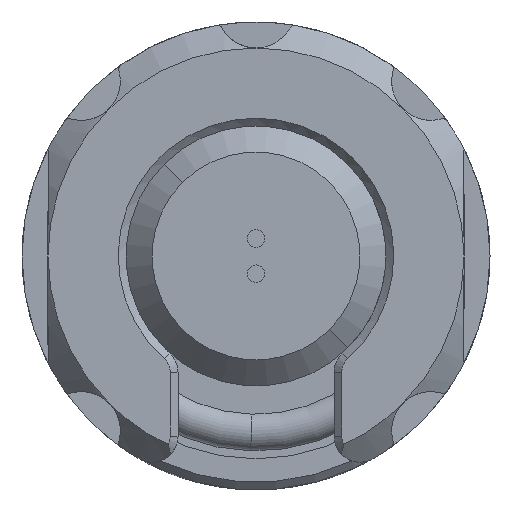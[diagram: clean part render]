
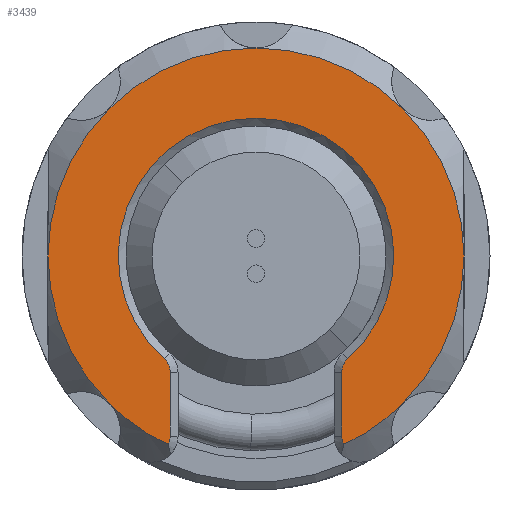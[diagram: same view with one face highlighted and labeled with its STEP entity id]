
A CAD part, front view. The second image highlights one B-rep face of the part: STEP entity #3439.
In plain terms, the highlighted planar face has unit normal (0, -1, 0).
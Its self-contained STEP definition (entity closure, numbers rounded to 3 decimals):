
#34 = VERTEX_POINT ( 'NONE', #3551 ) ;
#38 = ORIENTED_EDGE ( 'NONE', *, *, #1768, .T. ) ;
#59 = DIRECTION ( 'NONE',  ( 0., -1., 0. ) ) ;
#172 = CARTESIAN_POINT ( 'NONE',  ( 0., -10.652, 0. ) ) ;
#195 = CIRCLE ( 'NONE', #1659, 5.3 ) ;
#272 = DIRECTION ( 'NONE',  ( 0., 1., 0. ) ) ;
#417 = EDGE_CURVE ( 'NONE', #5063, #1276, #2498, .T. ) ;
#456 = AXIS2_PLACEMENT_3D ( 'NONE', #3039, #3569, #3108 ) ;
#491 = CARTESIAN_POINT ( 'NONE',  ( 0., -10.652, 0. ) ) ;
#525 = DIRECTION ( 'NONE',  ( 0., -1., 0. ) ) ;
#537 = DIRECTION ( 'NONE',  ( 0., 0., -1. ) ) ;
#551 = DIRECTION ( 'NONE',  ( -0.707, 0., -0.707 ) ) ;
#553 = CARTESIAN_POINT ( 'NONE',  ( -4., -10.652, -4.472 ) ) ;
#608 = ORIENTED_EDGE ( 'NONE', *, *, #5444, .T. ) ;
#672 = CIRCLE ( 'NONE', #3539, 8. ) ;
#708 = CARTESIAN_POINT ( 'NONE',  ( 0., -10.652, 0. ) ) ;
#744 = CARTESIAN_POINT ( 'NONE',  ( -3.533, -10.652, -3.95 ) ) ;
#818 = DIRECTION ( 'NONE',  ( -0.707, 0., -0.707 ) ) ;
#820 = CIRCLE ( 'NONE', #4111, 8. ) ;
#844 = EDGE_CURVE ( 'NONE', #4212, #3425, #820, .T. ) ;
#882 = VERTEX_POINT ( 'NONE', #3286 ) ;
#928 = EDGE_CURVE ( 'NONE', #1276, #4220, #195, .T. ) ;
#972 = CARTESIAN_POINT ( 'NONE',  ( 3.3, -10.652, -6.928 ) ) ;
#1017 = DIRECTION ( 'NONE',  ( -0.707, 0., -0.707 ) ) ;
#1132 = VERTEX_POINT ( 'NONE', #6009 ) ;
#1205 = FACE_OUTER_BOUND ( 'NONE', #2094, .T. ) ;
#1276 = VERTEX_POINT ( 'NONE', #744 ) ;
#1312 = DIRECTION ( 'NONE',  ( -0.707, 0., -0.707 ) ) ;
#1339 = EDGE_CURVE ( 'NONE', #882, #1787, #1868, .T. ) ;
#1423 = EDGE_CURVE ( 'NONE', #2651, #1722, #6474, .T. ) ;
#1435 = CARTESIAN_POINT ( 'NONE',  ( 0., -10.652, 0. ) ) ;
#1489 = EDGE_CURVE ( 'NONE', #4220, #882, #3005, .T. ) ;
#1659 = AXIS2_PLACEMENT_3D ( 'NONE', #6310, #272, #2690 ) ;
#1665 = CARTESIAN_POINT ( 'NONE',  ( 8., -10.652, 0. ) ) ;
#1722 = VERTEX_POINT ( 'NONE', #3600 ) ;
#1768 = EDGE_CURVE ( 'NONE', #3292, #1132, #5830, .T. ) ;
#1777 = EDGE_CURVE ( 'NONE', #4578, #3292, #6044, .T. ) ;
#1787 = VERTEX_POINT ( 'NONE', #972 ) ;
#1797 = CARTESIAN_POINT ( 'NONE',  ( -5.657, -10.652, -5.657 ) ) ;
#1845 = CARTESIAN_POINT ( 'NONE',  ( 0., -10.652, 0. ) ) ;
#1868 = LINE ( 'NONE', #3441, #3534 ) ;
#1949 = CARTESIAN_POINT ( 'NONE',  ( 4., -10.652, -6.928 ) ) ;
#1968 = ORIENTED_EDGE ( 'NONE', *, *, #1777, .T. ) ;
#2027 = ORIENTED_EDGE ( 'NONE', *, *, #5040, .T. ) ;
#2059 = CIRCLE ( 'NONE', #4697, 8. ) ;
#2091 = ORIENTED_EDGE ( 'NONE', *, *, #1339, .T. ) ;
#2094 = EDGE_LOOP ( 'NONE', ( #2091, #2027, #2201, #6250, #2510, #5555, #608, #3729, #4632, #1968, #38, #4570, #4198, #2833, #3630 ) ) ;
#2141 = DIRECTION ( 'NONE',  ( 0., -1., 0. ) ) ;
#2201 = ORIENTED_EDGE ( 'NONE', *, *, #5442, .T. ) ;
#2202 = DIRECTION ( 'NONE',  ( 0., 0., 1. ) ) ;
#2334 = DIRECTION ( 'NONE',  ( 0., 0., -1. ) ) ;
#2358 = AXIS2_PLACEMENT_3D ( 'NONE', #5229, #2141, #2705 ) ;
#2443 = AXIS2_PLACEMENT_3D ( 'NONE', #1435, #3934, #818 ) ;
#2497 = DIRECTION ( 'NONE',  ( -0.707, 0., -0.707 ) ) ;
#2498 = CIRCLE ( 'NONE', #3346, 0.7 ) ;
#2510 = ORIENTED_EDGE ( 'NONE', *, *, #3128, .T. ) ;
#2526 = VERTEX_POINT ( 'NONE', #3845 ) ;
#2610 = CARTESIAN_POINT ( 'NONE',  ( 0., -10.652, 0. ) ) ;
#2651 = VERTEX_POINT ( 'NONE', #5022 ) ;
#2686 = AXIS2_PLACEMENT_3D ( 'NONE', #491, #5540, #3605 ) ;
#2690 = DIRECTION ( 'NONE',  ( 0., 0., -1. ) ) ;
#2702 = CARTESIAN_POINT ( 'NONE',  ( 0., -10.652, 0. ) ) ;
#2705 = DIRECTION ( 'NONE',  ( 0., 0., -1. ) ) ;
#2736 = DIRECTION ( 'NONE',  ( 0., -1., 0. ) ) ;
#2782 = AXIS2_PLACEMENT_3D ( 'NONE', #2610, #59, #551 ) ;
#2833 = ORIENTED_EDGE ( 'NONE', *, *, #928, .T. ) ;
#2847 = VECTOR ( 'NONE', #2202, 1000. ) ;
#2920 = DIRECTION ( 'NONE',  ( 0., -1., 0. ) ) ;
#3005 = CIRCLE ( 'NONE', #2358, 0.7 ) ;
#3019 = AXIS2_PLACEMENT_3D ( 'NONE', #1845, #2920, #1312 ) ;
#3039 = CARTESIAN_POINT ( 'NONE',  ( -4., -10.652, -6.928 ) ) ;
#3048 = DIRECTION ( 'NONE',  ( 0., -1., 0. ) ) ;
#3108 = DIRECTION ( 'NONE',  ( 0., 0., -1. ) ) ;
#3112 = DIRECTION ( 'NONE',  ( 0., 0., -1. ) ) ;
#3128 = EDGE_CURVE ( 'NONE', #3425, #34, #4139, .T. ) ;
#3144 = DIRECTION ( 'NONE',  ( 0., -1., 0. ) ) ;
#3242 = PLANE ( 'NONE',  #5569 ) ;
#3286 = CARTESIAN_POINT ( 'NONE',  ( 3.3, -10.652, -4.472 ) ) ;
#3292 = VERTEX_POINT ( 'NONE', #5046 ) ;
#3315 = DIRECTION ( 'NONE',  ( 0., -1., 0. ) ) ;
#3346 = AXIS2_PLACEMENT_3D ( 'NONE', #553, #3574, #3112 ) ;
#3425 = VERTEX_POINT ( 'NONE', #1665 ) ;
#3439 = ADVANCED_FACE ( 'NONE', ( #1205 ), #3242, .T. ) ;
#3441 = CARTESIAN_POINT ( 'NONE',  ( 3.3, -10.652, -6.928 ) ) ;
#3534 = VECTOR ( 'NONE', #2334, 1000. ) ;
#3539 = AXIS2_PLACEMENT_3D ( 'NONE', #2702, #3144, #5725 ) ;
#3544 = CARTESIAN_POINT ( 'NONE',  ( 0., -10.652, 0. ) ) ;
#3551 = CARTESIAN_POINT ( 'NONE',  ( 5.657, -10.652, 5.657 ) ) ;
#3569 = DIRECTION ( 'NONE',  ( 0., -1., 0. ) ) ;
#3574 = DIRECTION ( 'NONE',  ( 0., -1., 0. ) ) ;
#3600 = CARTESIAN_POINT ( 'NONE',  ( -8., -10.652, 0. ) ) ;
#3605 = DIRECTION ( 'NONE',  ( -0.707, 0., -0.707 ) ) ;
#3630 = ORIENTED_EDGE ( 'NONE', *, *, #1489, .T. ) ;
#3729 = ORIENTED_EDGE ( 'NONE', *, *, #1423, .T. ) ;
#3739 = AXIS2_PLACEMENT_3D ( 'NONE', #1949, #5021, #537 ) ;
#3845 = CARTESIAN_POINT ( 'NONE',  ( 3.379, -10.652, -7.251 ) ) ;
#3854 = CIRCLE ( 'NONE', #3739, 0.7 ) ;
#3934 = DIRECTION ( 'NONE',  ( 0., -1., 0. ) ) ;
#4111 = AXIS2_PLACEMENT_3D ( 'NONE', #172, #3315, #4787 ) ;
#4139 = CIRCLE ( 'NONE', #2443, 8. ) ;
#4198 = ORIENTED_EDGE ( 'NONE', *, *, #417, .T. ) ;
#4212 = VERTEX_POINT ( 'NONE', #6035 ) ;
#4220 = VERTEX_POINT ( 'NONE', #6539 ) ;
#4380 = CIRCLE ( 'NONE', #3019, 8. ) ;
#4489 = CARTESIAN_POINT ( 'NONE',  ( 0., -10.652, 0. ) ) ;
#4552 = DIRECTION ( 'NONE',  ( -0.707, 0., -0.707 ) ) ;
#4570 = ORIENTED_EDGE ( 'NONE', *, *, #4616, .T. ) ;
#4578 = VERTEX_POINT ( 'NONE', #1797 ) ;
#4616 = EDGE_CURVE ( 'NONE', #1132, #5063, #6293, .T. ) ;
#4632 = ORIENTED_EDGE ( 'NONE', *, *, #5528, .T. ) ;
#4697 = AXIS2_PLACEMENT_3D ( 'NONE', #3544, #3048, #1017 ) ;
#4775 = CARTESIAN_POINT ( 'NONE',  ( -3.3, -10.652, -4.472 ) ) ;
#4787 = DIRECTION ( 'NONE',  ( -0.707, 0., -0.707 ) ) ;
#5021 = DIRECTION ( 'NONE',  ( 0., -1., 0. ) ) ;
#5022 = CARTESIAN_POINT ( 'NONE',  ( -5.657, -10.652, 5.657 ) ) ;
#5040 = EDGE_CURVE ( 'NONE', #1787, #2526, #3854, .T. ) ;
#5045 = CARTESIAN_POINT ( 'NONE',  ( 0., -10.652, 8. ) ) ;
#5046 = CARTESIAN_POINT ( 'NONE',  ( -3.379, -10.652, -7.251 ) ) ;
#5063 = VERTEX_POINT ( 'NONE', #5089 ) ;
#5089 = CARTESIAN_POINT ( 'NONE',  ( -3.3, -10.652, -4.472 ) ) ;
#5229 = CARTESIAN_POINT ( 'NONE',  ( 4., -10.652, -4.472 ) ) ;
#5427 = AXIS2_PLACEMENT_3D ( 'NONE', #4489, #525, #4552 ) ;
#5442 = EDGE_CURVE ( 'NONE', #2526, #4212, #2059, .T. ) ;
#5443 = VERTEX_POINT ( 'NONE', #5045 ) ;
#5444 = EDGE_CURVE ( 'NONE', #5443, #2651, #6382, .T. ) ;
#5528 = EDGE_CURVE ( 'NONE', #1722, #4578, #4380, .T. ) ;
#5540 = DIRECTION ( 'NONE',  ( 0., -1., 0. ) ) ;
#5555 = ORIENTED_EDGE ( 'NONE', *, *, #6386, .T. ) ;
#5569 = AXIS2_PLACEMENT_3D ( 'NONE', #708, #2736, #2497 ) ;
#5725 = DIRECTION ( 'NONE',  ( -0.707, 0., -0.707 ) ) ;
#5830 = CIRCLE ( 'NONE', #456, 0.7 ) ;
#6009 = CARTESIAN_POINT ( 'NONE',  ( -3.3, -10.652, -6.928 ) ) ;
#6035 = CARTESIAN_POINT ( 'NONE',  ( 5.657, -10.652, -5.657 ) ) ;
#6044 = CIRCLE ( 'NONE', #2782, 8. ) ;
#6250 = ORIENTED_EDGE ( 'NONE', *, *, #844, .T. ) ;
#6293 = LINE ( 'NONE', #4775, #2847 ) ;
#6310 = CARTESIAN_POINT ( 'NONE',  ( 0., -10.652, 0. ) ) ;
#6382 = CIRCLE ( 'NONE', #5427, 8. ) ;
#6386 = EDGE_CURVE ( 'NONE', #34, #5443, #672, .T. ) ;
#6474 = CIRCLE ( 'NONE', #2686, 8. ) ;
#6539 = CARTESIAN_POINT ( 'NONE',  ( 3.533, -10.652, -3.95 ) ) ;
